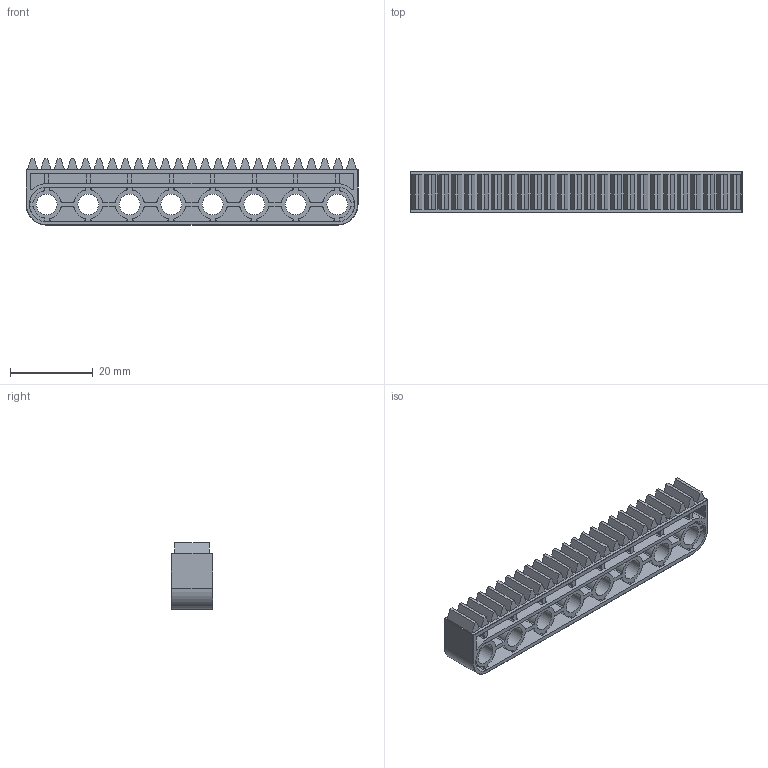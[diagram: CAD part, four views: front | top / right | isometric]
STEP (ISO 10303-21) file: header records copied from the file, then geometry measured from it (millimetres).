
FILE_DESCRIPTION(/* description */ (''),/* implementation_level */ '2;1');
FILE_NAME(/* name */ 'EL8.stp',/* time_stamp */ '2019-05-10T14:24:41+02:00',/* author */ ('Varga Daniel'),/* organization */ (''),/* preprocessor_version */ 'ST-DEVELOPER v18',/* originating_system */ 'Autodesk Inventor 2020',/* authorisation */ '');
FILE_SCHEMA (('AUTOMOTIVE_DESIGN { 1 0 10303 214 3 1 1 }'));
Length unit declared in the file: millimetre
Products named in the file (1): EL8
Bounding box: 80 x 10 x 15.98 mm (x, y, z)
Volume: 5533 mm3; surface area: 10047.6 mm2
Topology: 1 solids, 1 shells, 607 faces, 1708 edges, 1132 vertices
Faces by surface type: cylinder 308, plane 291, sphere 4, torus 4
Full cylindrical faces by diameter (mm): 5 x8
Entity records: 19855 total; most frequent: DIRECTION 3564, CARTESIAN_POINT 3448, ORIENTED_EDGE 3416, EDGE_CURVE 1708, AXIS2_PLACEMENT_3D 1248, VERTEX_POINT 1132, LINE 1068, VECTOR 1068
